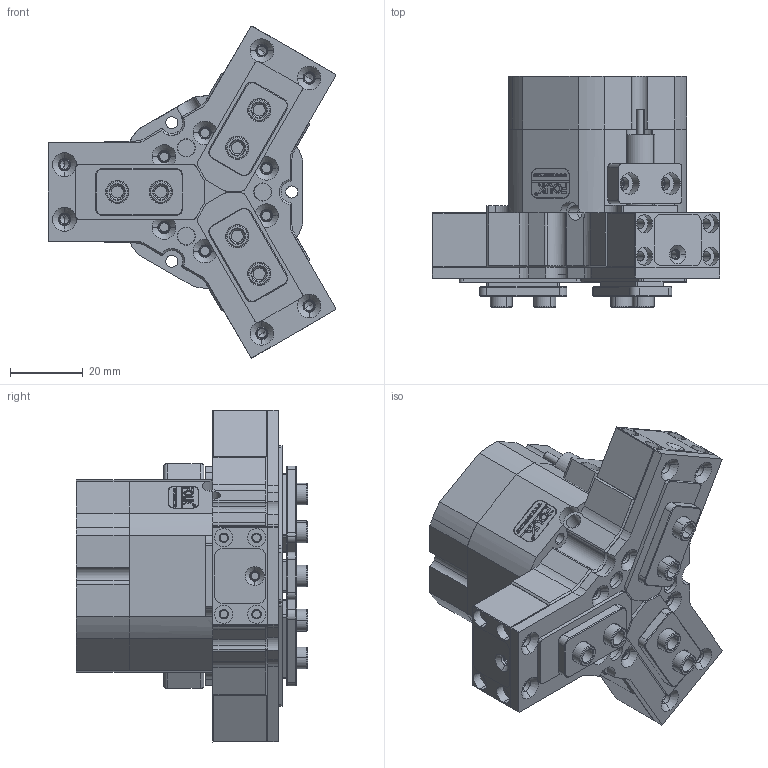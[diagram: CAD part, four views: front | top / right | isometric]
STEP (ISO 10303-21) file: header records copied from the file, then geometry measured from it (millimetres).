
FILE_DESCRIPTION (( 'STEP AP203' ), '1' );
FILE_NAME ('TZ33-60-P-NC.STEP', '2024-12-19T07:53:02', ( 'USER-' ), ( 'Microsoft' ), 'SwSTEP 2.0', 'SolidWorks 2018', '' );
FILE_SCHEMA (( 'CONFIG_CONTROL_DESIGN' ));
Length unit declared in the file: millimetre
Products named in the file (41): TZ33-60-C26-P杅耀.sldasm-Part-49; TZ33-60-C26-P杅耀.sldasm-Part-31; TZ33-60-C26-P杅耀.sldasm-Part-52; 揤輸蚾饜极; TZ33-60-C26-P杅耀.sldasm-Part-3; TZ33-60-C26-P杅耀.sldasm-Part-24; 揤輸杅耀.sldasm-Part-9; TZ33-60-P-NC; TZ33-60-C26-P杅耀; TZ33-60-C26-P杅耀.sldasm-Part-43; TZ33-60-C26-P杅耀.sldasm-Part-41; TZ33-60-C26-P杅耀.sldasm-Part-21; 埴翐芛_GB_FASTENER_SCREWS_HSHCS M2X8-N; TZ33-60; TZ33-60杅耀.sldasm-Part-19; TZ33-60-C26-P杅耀.sldasm-Part-44; TZ33-60-C26-P杅耀.sldasm-Part-16; TZ33-60杅耀.sldasm-Part-29; TZ33-60-C26-P杅耀.sldasm-Part-4; TZ33-60杅耀.sldasm-Part-15; TZ33-60-C26-P杅耀.sldasm-Part-2; TZ33-60-C26-P杅耀.sldasm-Part-5; TZ33-60-C26-P杅耀.sldasm-Part-38; TZ33-60-C26-P杅耀.sldasm-Part-6; TZ33-60-C26-P杅耀.sldasm-Part-33; TZ33-60-C26-P杅耀.sldasm-Part-47; TZ33-60-C26-P杅耀.sldasm-Part-1; TZ33BS-1-03 菁窒晊扥裔-1; 12x8-R2; TZ33-60-C26-P杅耀.sldasm-Part-30; TZ33-60杅耀.sldasm-Part-11; TZ33-60-C26-P杅耀.sldasm-Part-50; TZ33-60-C26-P杅耀.sldasm-Part-42; TZ33-60杅耀.sldasm-Part-12; TZ33-60-C26-P杅耀.sldasm-Part-28; TZ33-60-C26-P杅耀.sldasm-Part-37; TZ33-60-C26-P杅耀.sldasm-Part-29; TZ33-60-C26-P杅耀.sldasm-Part-48; TZ33-60杅耀.sldasm-Part-9; TZ33-60-C26-P杅耀.sldasm-Part-51 ...
Assembly tree (45 placements, depth 5):
  TZ33-60-P-NC
    TZ33-60-C26-P杅耀
      TZ33-60-C26-P杅耀.sldasm-Part-1
      TZ33-60-C26-P杅耀.sldasm-Part-2
      TZ33-60-C26-P杅耀.sldasm-Part-3
      TZ33-60-C26-P杅耀.sldasm-Part-4
      TZ33-60-C26-P杅耀.sldasm-Part-5
      TZ33-60-C26-P杅耀.sldasm-Part-6
      TZ33-60
        TZ33-60杅耀.sldasm-Part-9
        TZ33-60杅耀.sldasm-Part-11
        TZ33-60杅耀.sldasm-Part-12
        TZ33-60杅耀.sldasm-Part-15
        TZ33-60杅耀.sldasm-Part-19
        TZ33-60杅耀.sldasm-Part-29  x3
        揤輸蚾饜极  x2
          揤輸杅耀.sldasm-Part-9
          埴翐芛_GB_FASTENER_SCREWS_HSHCS M2X8-N
      TZ33-60-C26-P杅耀.sldasm-Part-16
      TZ33-60-C26-P杅耀.sldasm-Part-21
      TZ33-60-C26-P杅耀.sldasm-Part-24
      TZ33-60-C26-P杅耀.sldasm-Part-28
      TZ33-60-C26-P杅耀.sldasm-Part-29
      TZ33-60-C26-P杅耀.sldasm-Part-30
      TZ33-60-C26-P杅耀.sldasm-Part-31
      TZ33-60-C26-P杅耀.sldasm-Part-33
      TZ33-60-C26-P杅耀.sldasm-Part-37
      TZ33-60-C26-P杅耀.sldasm-Part-38
      TZ33-60-C26-P杅耀.sldasm-Part-41
      TZ33-60-C26-P杅耀.sldasm-Part-42
      TZ33-60-C26-P杅耀.sldasm-Part-43
      TZ33-60-C26-P杅耀.sldasm-Part-44
      TZ33-60-C26-P杅耀.sldasm-Part-46
      TZ33-60-C26-P杅耀.sldasm-Part-47
      TZ33-60-C26-P杅耀.sldasm-Part-48
      TZ33-60-C26-P杅耀.sldasm-Part-49
      TZ33-60-C26-P杅耀.sldasm-Part-50
      TZ33-60-C26-P杅耀.sldasm-Part-51
      TZ33-60-C26-P杅耀.sldasm-Part-52
      12x8-R2
      揤輸蚾饜极
        揤輸杅耀.sldasm-Part-9
        埴翐芛_GB_FASTENER_SCREWS_HSHCS M2X8-N  x2
    TZ33BS-1-03 菁窒晊扥裔-1
Bounding box: 79.09 x 63.5 x 91.24 mm (x, y, z)
Volume: 131241.3 mm3; surface area: 66075.5 mm2
Topology: 46 solids, 48 shells, 2301 faces, 5848 edges, 3739 vertices
Faces by surface type: plane 1034, cylinder 719, cone 381, bspline 155, torus 12
Entity records: 69315 total; most frequent: CARTESIAN_POINT 16693, DIRECTION 10077, ORIENTED_EDGE 9952, EDGE_CURVE 4976, AXIS2_PLACEMENT_3D 3586, VERTEX_POINT 3218, LINE 2905, VECTOR 2905
